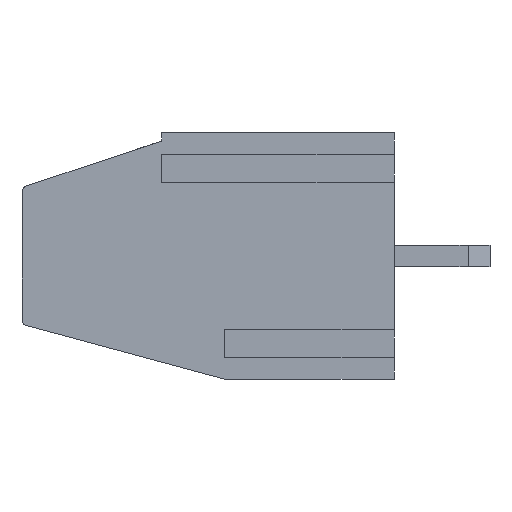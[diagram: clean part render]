
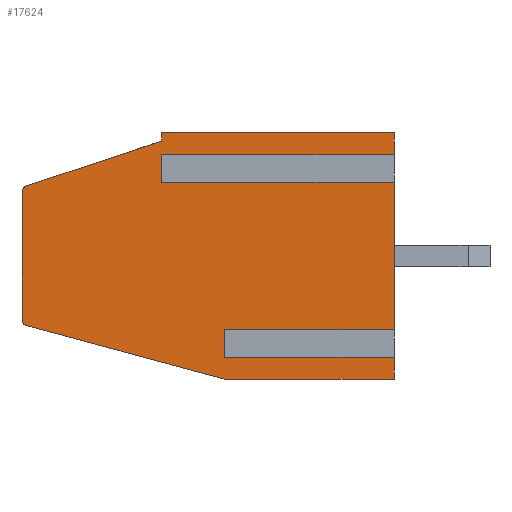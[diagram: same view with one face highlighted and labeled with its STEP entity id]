
A CAD part, left-side view. The second image highlights one B-rep face of the part: STEP entity #17624.
In plain terms, the highlighted planar face has unit normal (-1, 0, 0).
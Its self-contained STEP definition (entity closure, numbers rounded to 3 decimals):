
#16 = CARTESIAN_POINT ( 'NONE',  ( 0., 6.2, 1.007 ) ) ;
#42 = ORIENTED_EDGE ( 'NONE', *, *, #21546, .F. ) ;
#417 = CARTESIAN_POINT ( 'NONE',  ( 0., 13.6, 0. ) ) ;
#430 = ORIENTED_EDGE ( 'NONE', *, *, #22951, .T. ) ;
#512 = CIRCLE ( 'NONE', #9791, 0.2 ) ;
#665 = DIRECTION ( 'NONE',  ( 1., 0., 0. ) ) ;
#705 = AXIS2_PLACEMENT_3D ( 'NONE', #4485, #6235, #15411 ) ;
#753 = CARTESIAN_POINT ( 'NONE',  ( 0., 13.6, 9. ) ) ;
#949 = DIRECTION ( 'NONE',  ( 0., 0., -1. ) ) ;
#1185 = LINE ( 'NONE', #3491, #23310 ) ;
#1497 = EDGE_CURVE ( 'NONE', #16809, #18619, #6712, .T. ) ;
#1547 = VERTEX_POINT ( 'NONE', #11380 ) ;
#1552 = CARTESIAN_POINT ( 'NONE',  ( 0., 13.6, 9. ) ) ;
#1648 = ORIENTED_EDGE ( 'NONE', *, *, #22021, .F. ) ;
#1876 = VERTEX_POINT ( 'NONE', #8574 ) ;
#1962 = CARTESIAN_POINT ( 'NONE',  ( 0., 13.452, 1.96 ) ) ;
#2166 = CARTESIAN_POINT ( 'NONE',  ( 0., 6.2, 1.007 ) ) ;
#2343 = EDGE_CURVE ( 'NONE', #3966, #27282, #22899, .T. ) ;
#2402 = CARTESIAN_POINT ( 'NONE',  ( 0., 6.2, 0. ) ) ;
#2405 = VECTOR ( 'NONE', #13231, 1000. ) ;
#2674 = EDGE_LOOP ( 'NONE', ( #3834, #27534, #20887, #430, #12920, #1648, #12795, #15120, #28203, #15764, #20898, #25289, #4971, #42, #21617, #19693, #10381, #23954 ) ) ;
#3165 = CARTESIAN_POINT ( 'NONE',  ( 0., 13.463, 7.046 ) ) ;
#3233 = CARTESIAN_POINT ( 'NONE',  ( 0., 13.4, 6.856 ) ) ;
#3451 = CARTESIAN_POINT ( 'NONE',  ( 0., 8.5, 7.993 ) ) ;
#3491 = CARTESIAN_POINT ( 'NONE',  ( 0., 8.5, 7.407 ) ) ;
#3508 = DIRECTION ( 'NONE',  ( 0., -0.949, 0.316 ) ) ;
#3628 = DIRECTION ( 'NONE',  ( 0., -1., 0. ) ) ;
#3667 = EDGE_CURVE ( 'NONE', #1547, #1876, #14251, .T. ) ;
#3834 = ORIENTED_EDGE ( 'NONE', *, *, #7416, .F. ) ;
#3848 = VERTEX_POINT ( 'NONE', #7523 ) ;
#3911 = LINE ( 'NONE', #2166, #23479 ) ;
#3966 = VERTEX_POINT ( 'NONE', #6613 ) ;
#4353 = CARTESIAN_POINT ( 'NONE',  ( 0., 6.2, 1.593 ) ) ;
#4485 = CARTESIAN_POINT ( 'NONE',  ( 0., 13.4, 2.153 ) ) ;
#4701 = EDGE_CURVE ( 'NONE', #21404, #13806, #21515, .T. ) ;
#4778 = DIRECTION ( 'NONE',  ( 0., -1., 0. ) ) ;
#4971 = ORIENTED_EDGE ( 'NONE', *, *, #17811, .F. ) ;
#5576 = DIRECTION ( 'NONE',  ( -1., 0., 0. ) ) ;
#5677 = VECTOR ( 'NONE', #3508, 1000. ) ;
#5758 = EDGE_CURVE ( 'NONE', #8873, #21404, #6051, .T. ) ;
#6051 = LINE ( 'NONE', #28236, #26570 ) ;
#6235 = DIRECTION ( 'NONE',  ( -1., 0., 0. ) ) ;
#6411 = CARTESIAN_POINT ( 'NONE',  ( 0., 6.2, 0. ) ) ;
#6569 = CARTESIAN_POINT ( 'NONE',  ( 0., 8.5, 9. ) ) ;
#6613 = CARTESIAN_POINT ( 'NONE',  ( 0., 13.6, 2.153 ) ) ;
#6712 = LINE ( 'NONE', #11233, #25586 ) ;
#7416 = EDGE_CURVE ( 'NONE', #15079, #8873, #23636, .T. ) ;
#7523 = CARTESIAN_POINT ( 'NONE',  ( 0., 8.5, 7.407 ) ) ;
#8441 = CARTESIAN_POINT ( 'NONE',  ( 0., 6.2, 1.593 ) ) ;
#8574 = CARTESIAN_POINT ( 'NONE',  ( 0., 0., 1.007 ) ) ;
#8873 = VERTEX_POINT ( 'NONE', #27084 ) ;
#8924 = VECTOR ( 'NONE', #11834, 1000. ) ;
#9052 = VECTOR ( 'NONE', #3628, 1000. ) ;
#9058 = VERTEX_POINT ( 'NONE', #1962 ) ;
#9101 = LINE ( 'NONE', #2402, #19262 ) ;
#9291 = LINE ( 'NONE', #417, #19978 ) ;
#9791 = AXIS2_PLACEMENT_3D ( 'NONE', #3233, #5576, #21007 ) ;
#9968 = DIRECTION ( 'NONE',  ( 0., 0.965, 0.261 ) ) ;
#10272 = DIRECTION ( 'NONE',  ( 0., 0., 1. ) ) ;
#10381 = ORIENTED_EDGE ( 'NONE', *, *, #4701, .F. ) ;
#10777 = VERTEX_POINT ( 'NONE', #8441 ) ;
#11194 = DIRECTION ( 'NONE',  ( 0., 0., 1. ) ) ;
#11233 = CARTESIAN_POINT ( 'NONE',  ( 0., 0., 9. ) ) ;
#11380 = CARTESIAN_POINT ( 'NONE',  ( 0., 0., 0. ) ) ;
#11439 = DIRECTION ( 'NONE',  ( 0., 0., 1. ) ) ;
#11486 = EDGE_CURVE ( 'NONE', #12535, #1876, #17948, .T. ) ;
#11694 = CARTESIAN_POINT ( 'NONE',  ( 0., 0., 9. ) ) ;
#11834 = DIRECTION ( 'NONE',  ( 0., 0., 1. ) ) ;
#11868 = CARTESIAN_POINT ( 'NONE',  ( 0., 13.6, 9. ) ) ;
#12535 = VERTEX_POINT ( 'NONE', #21353 ) ;
#12715 = VECTOR ( 'NONE', #28539, 1000. ) ;
#12795 = ORIENTED_EDGE ( 'NONE', *, *, #17996, .T. ) ;
#12820 = CARTESIAN_POINT ( 'NONE',  ( 0., 8.5, 7.993 ) ) ;
#12920 = ORIENTED_EDGE ( 'NONE', *, *, #27998, .F. ) ;
#13231 = DIRECTION ( 'NONE',  ( 0., -1., 0. ) ) ;
#13317 = VERTEX_POINT ( 'NONE', #21529 ) ;
#13480 = VECTOR ( 'NONE', #26213, 1000. ) ;
#13806 = VERTEX_POINT ( 'NONE', #21608 ) ;
#14140 = AXIS2_PLACEMENT_3D ( 'NONE', #11868, #665, #949 ) ;
#14251 = LINE ( 'NONE', #27558, #24643 ) ;
#14381 = EDGE_CURVE ( 'NONE', #22608, #13806, #23372, .T. ) ;
#14427 = CARTESIAN_POINT ( 'NONE',  ( 0., 13.6, 7. ) ) ;
#14657 = VERTEX_POINT ( 'NONE', #6411 ) ;
#15079 = VERTEX_POINT ( 'NONE', #3165 ) ;
#15120 = ORIENTED_EDGE ( 'NONE', *, *, #3667, .T. ) ;
#15411 = DIRECTION ( 'NONE',  ( 0., 0., -1. ) ) ;
#15580 = LINE ( 'NONE', #4353, #2405 ) ;
#15764 = ORIENTED_EDGE ( 'NONE', *, *, #23750, .T. ) ;
#16256 = EDGE_CURVE ( 'NONE', #20640, #22608, #21715, .T. ) ;
#16310 = VECTOR ( 'NONE', #9968, 1000. ) ;
#16387 = EDGE_CURVE ( 'NONE', #10777, #16809, #15580, .T. ) ;
#16809 = VERTEX_POINT ( 'NONE', #25609 ) ;
#16835 = LINE ( 'NONE', #23557, #16310 ) ;
#17013 = VECTOR ( 'NONE', #17803, 1000. ) ;
#17588 = LINE ( 'NONE', #21661, #12715 ) ;
#17624 = ADVANCED_FACE ( 'NONE', ( #20896 ), #21037, .F. ) ;
#17803 = DIRECTION ( 'NONE',  ( 0., -1., 0. ) ) ;
#17811 = EDGE_CURVE ( 'NONE', #3848, #18619, #1185, .T. ) ;
#17948 = LINE ( 'NONE', #16, #17013 ) ;
#17996 = EDGE_CURVE ( 'NONE', #14657, #1547, #9291, .T. ) ;
#18619 = VERTEX_POINT ( 'NONE', #19703 ) ;
#19262 = VECTOR ( 'NONE', #11439, 1000. ) ;
#19352 = EDGE_CURVE ( 'NONE', #15079, #27282, #512, .T. ) ;
#19693 = ORIENTED_EDGE ( 'NONE', *, *, #14381, .T. ) ;
#19695 = DIRECTION ( 'NONE',  ( 0., 0., 1. ) ) ;
#19703 = CARTESIAN_POINT ( 'NONE',  ( 0., 0., 7.407 ) ) ;
#19710 = CIRCLE ( 'NONE', #705, 0.2 ) ;
#19978 = VECTOR ( 'NONE', #4778, 1000. ) ;
#20640 = VERTEX_POINT ( 'NONE', #3451 ) ;
#20674 = DIRECTION ( 'NONE',  ( 0., 0., 1. ) ) ;
#20887 = ORIENTED_EDGE ( 'NONE', *, *, #2343, .F. ) ;
#20896 = FACE_OUTER_BOUND ( 'NONE', #2674, .T. ) ;
#20898 = ORIENTED_EDGE ( 'NONE', *, *, #16387, .T. ) ;
#21007 = DIRECTION ( 'NONE',  ( 0., 0., -1. ) ) ;
#21037 = PLANE ( 'NONE',  #14140 ) ;
#21353 = CARTESIAN_POINT ( 'NONE',  ( 0., 6.2, 1.007 ) ) ;
#21404 = VERTEX_POINT ( 'NONE', #6569 ) ;
#21515 = LINE ( 'NONE', #1552, #13480 ) ;
#21529 = CARTESIAN_POINT ( 'NONE',  ( 0., 6.2, 0. ) ) ;
#21546 = EDGE_CURVE ( 'NONE', #20640, #3848, #17588, .T. ) ;
#21608 = CARTESIAN_POINT ( 'NONE',  ( 0., 0., 9. ) ) ;
#21617 = ORIENTED_EDGE ( 'NONE', *, *, #16256, .T. ) ;
#21661 = CARTESIAN_POINT ( 'NONE',  ( 0., 8.5, 7.993 ) ) ;
#21715 = LINE ( 'NONE', #12820, #9052 ) ;
#22021 = EDGE_CURVE ( 'NONE', #14657, #13317, #9101, .T. ) ;
#22608 = VERTEX_POINT ( 'NONE', #24176 ) ;
#22899 = LINE ( 'NONE', #753, #28777 ) ;
#22951 = EDGE_CURVE ( 'NONE', #3966, #9058, #19710, .T. ) ;
#23310 = VECTOR ( 'NONE', #25826, 1000. ) ;
#23372 = LINE ( 'NONE', #11694, #8924 ) ;
#23479 = VECTOR ( 'NONE', #11194, 1000. ) ;
#23557 = CARTESIAN_POINT ( 'NONE',  ( 0., 13.6, 2. ) ) ;
#23636 = LINE ( 'NONE', #14427, #5677 ) ;
#23750 = EDGE_CURVE ( 'NONE', #12535, #10777, #3911, .T. ) ;
#23954 = ORIENTED_EDGE ( 'NONE', *, *, #5758, .F. ) ;
#24176 = CARTESIAN_POINT ( 'NONE',  ( 0., 0., 7.993 ) ) ;
#24643 = VECTOR ( 'NONE', #20674, 1000. ) ;
#25289 = ORIENTED_EDGE ( 'NONE', *, *, #1497, .T. ) ;
#25586 = VECTOR ( 'NONE', #19695, 1000. ) ;
#25609 = CARTESIAN_POINT ( 'NONE',  ( 0., 0., 1.593 ) ) ;
#25826 = DIRECTION ( 'NONE',  ( 0., -1., 0. ) ) ;
#26128 = DIRECTION ( 'NONE',  ( 0., 0., 1. ) ) ;
#26213 = DIRECTION ( 'NONE',  ( 0., -1., 0. ) ) ;
#26570 = VECTOR ( 'NONE', #10272, 1000. ) ;
#26920 = CARTESIAN_POINT ( 'NONE',  ( 0., 13.6, 6.856 ) ) ;
#27084 = CARTESIAN_POINT ( 'NONE',  ( 0., 8.5, 8.7 ) ) ;
#27282 = VERTEX_POINT ( 'NONE', #26920 ) ;
#27534 = ORIENTED_EDGE ( 'NONE', *, *, #19352, .T. ) ;
#27558 = CARTESIAN_POINT ( 'NONE',  ( 0., 0., 9. ) ) ;
#27998 = EDGE_CURVE ( 'NONE', #13317, #9058, #16835, .T. ) ;
#28203 = ORIENTED_EDGE ( 'NONE', *, *, #11486, .F. ) ;
#28236 = CARTESIAN_POINT ( 'NONE',  ( 0., 8.5, 8.7 ) ) ;
#28539 = DIRECTION ( 'NONE',  ( 0., 0., -1. ) ) ;
#28777 = VECTOR ( 'NONE', #26128, 1000. ) ;
